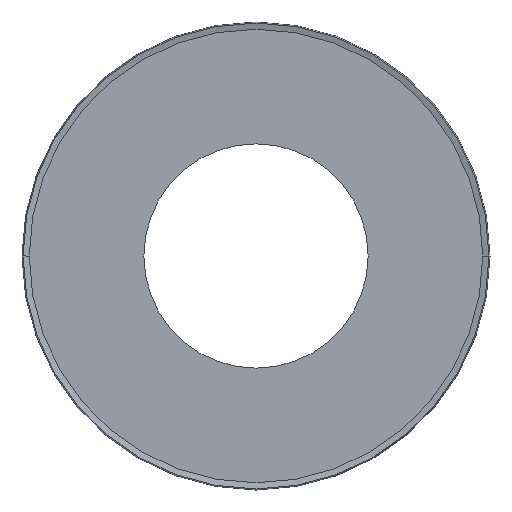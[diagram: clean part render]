
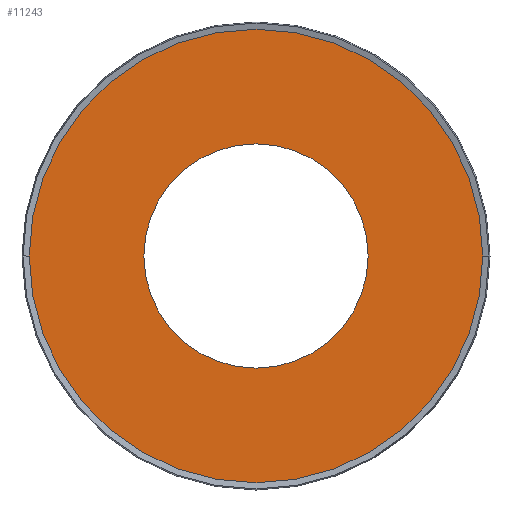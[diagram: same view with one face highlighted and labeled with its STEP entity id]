
A CAD part, left-side view. The second image highlights one B-rep face of the part: STEP entity #11243.
In plain terms, the highlighted planar face has unit normal (-1, 0, 0).
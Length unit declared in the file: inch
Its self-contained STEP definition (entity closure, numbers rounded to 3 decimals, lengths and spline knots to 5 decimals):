
#114=CARTESIAN_POINT('',(-15.,0.,0.));
#115=DIRECTION('',(-1.,0.,0.));
#116=DIRECTION('',(0.,1.,0.));
#117=AXIS2_PLACEMENT_3D('',#114,#115,#116);
#119=CARTESIAN_POINT('',(-15.,0.,0.));
#120=DIRECTION('',(1.,0.,0.));
#121=DIRECTION('',(0.,1.,0.));
#122=AXIS2_PLACEMENT_3D('',#119,#120,#121);
#1552=CARTESIAN_POINT('',(-15.,0.,0.));
#1553=DIRECTION('',(-1.,0.,0.));
#1554=DIRECTION('',(0.,1.,0.));
#1555=AXIS2_PLACEMENT_3D('',#1552,#1553,#1554);
#1557=CARTESIAN_POINT('',(-15.,0.,0.));
#1558=DIRECTION('',(1.,0.,0.));
#1559=DIRECTION('',(0.,1.,0.));
#1560=AXIS2_PLACEMENT_3D('',#1557,#1558,#1559);
#8618=CARTESIAN_POINT('',(-15.,40.,0.));
#8620=VERTEX_POINT('',#8618);
#8626=CARTESIAN_POINT('',(-15.,-40.,0.));
#8628=VERTEX_POINT('',#8626);
#9520=CARTESIAN_POINT('',(-15.,80.9,0.));
#9521=VERTEX_POINT('',#9520);
#9528=CARTESIAN_POINT('',(-15.,-80.9,0.));
#9529=VERTEX_POINT('',#9528);
#11226=CARTESIAN_POINT('',(-15.,0.,0.));
#11227=DIRECTION('',(1.,0.,0.));
#11228=DIRECTION('',(0.,-1.,0.));
#11229=AXIS2_PLACEMENT_3D('',#11226,#11227,#11228);
#11230=PLANE('',#11229);
#11232=ORIENTED_EDGE('',*,*,#11231,.F.);
#11234=ORIENTED_EDGE('',*,*,#11233,.T.);
#11235=EDGE_LOOP('',(#11232,#11234));
#11236=FACE_OUTER_BOUND('',#11235,.F.);
#11238=ORIENTED_EDGE('',*,*,#11237,.F.);
#11240=ORIENTED_EDGE('',*,*,#11239,.T.);
#11241=EDGE_LOOP('',(#11238,#11240));
#11242=FACE_BOUND('',#11241,.F.);
#118=CIRCLE('',#117,80.9);
#123=CIRCLE('',#122,80.9);
#1556=CIRCLE('',#1555,40.);
#1561=CIRCLE('',#1560,40.);
#11231=EDGE_CURVE('',#9521,#9529,#118,.T.);
#11233=EDGE_CURVE('',#9521,#9529,#123,.T.);
#11237=EDGE_CURVE('',#8620,#8628,#1561,.T.);
#11239=EDGE_CURVE('',#8620,#8628,#1556,.T.);
#11243=ADVANCED_FACE('',(#11236,#11242),#11230,.F.);
